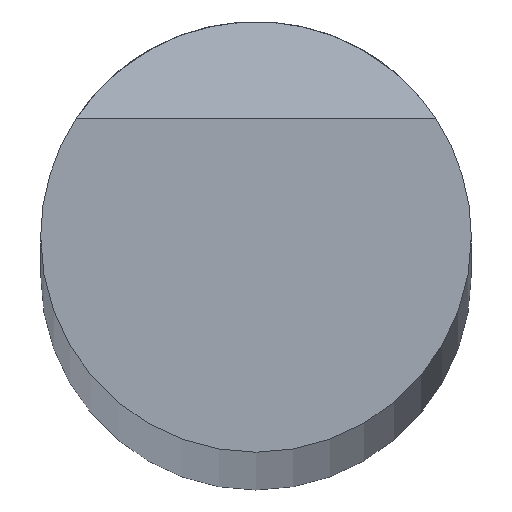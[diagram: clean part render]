
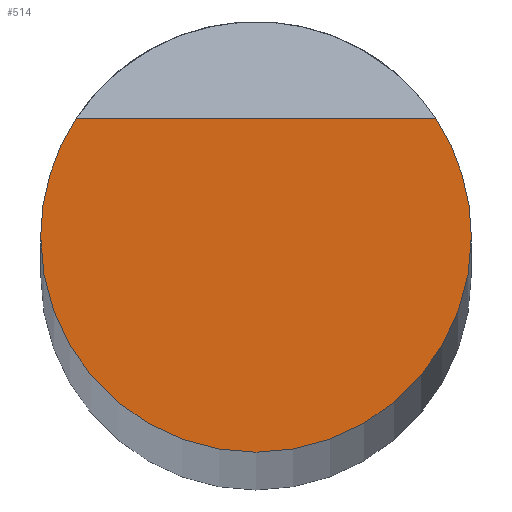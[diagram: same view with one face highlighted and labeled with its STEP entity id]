
A CAD part, top view. The second image highlights one B-rep face of the part: STEP entity #514.
In plain terms, the highlighted planar face has unit normal (0, 0, 1).
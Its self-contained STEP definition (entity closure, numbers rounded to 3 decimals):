
#514=ADVANCED_FACE('NONE',(#1663),#1664,.T.);
#1663=FACE_OUTER_BOUND('',#3285,.T.);
#1664=PLANE('',#3286);
#3285=EDGE_LOOP('',(#5396,#5397,#5398,#5399));
#3286=AXIS2_PLACEMENT_3D('',#5400,#5401,#5402);
#5396=ORIENTED_EDGE('',*,*,#9273,.F.);
#5397=ORIENTED_EDGE('',*,*,#8629,.T.);
#5398=ORIENTED_EDGE('',*,*,#9270,.T.);
#5399=ORIENTED_EDGE('',*,*,#8621,.T.);
#5400=CARTESIAN_POINT('',(0.0,0.0,2009.887));
#5401=DIRECTION('',(0.0,0.0,1.0));
#5402=DIRECTION('',(1.0,-0.0,0.0));
#8621=EDGE_CURVE('NONE',#10079,#10080,#10081,.T.);
#8629=EDGE_CURVE('NONE',#10096,#10094,#10097,.T.);
#9270=EDGE_CURVE('NONE',#10094,#10079,#11376,.T.);
#9273=EDGE_CURVE('NONE',#10096,#10080,#11379,.T.);
#10079=VERTEX_POINT('NONE',#12185);
#10080=VERTEX_POINT('NONE',#12186);
#10081=CIRCLE('',#12187,20.0);
#10094=VERTEX_POINT('NONE',#12213);
#10096=VERTEX_POINT('NONE',#12216);
#10097=CIRCLE('',#12217,20.0);
#11376=CIRCLE('',#17006,20.0);
#11379=LINE('',#17009,#17010);
#12185=CARTESIAN_POINT('',(20.0,0.,2009.887));
#12186=CARTESIAN_POINT('',(16.703,11.0,2009.887));
#12187=AXIS2_PLACEMENT_3D('',#18136,#18137,#18138);
#12213=CARTESIAN_POINT('',(-20.0,0.0,2009.887));
#12216=CARTESIAN_POINT('',(-16.703,11.0,2009.887));
#12217=AXIS2_PLACEMENT_3D('',#18149,#18150,#18151);
#17006=AXIS2_PLACEMENT_3D('',#18472,#18473,#18474);
#17009=CARTESIAN_POINT('',(0.0,11.0,2009.887));
#17010=VECTOR('',#18478,1000.0);
#18136=CARTESIAN_POINT('',(0.0,0.0,2009.887));
#18137=DIRECTION('',(0.0,0.0,1.0));
#18138=DIRECTION('',(1.0,0.0,0.0));
#18149=CARTESIAN_POINT('',(0.0,0.0,2009.887));
#18150=DIRECTION('',(0.0,0.0,1.0));
#18151=DIRECTION('',(1.0,0.0,0.0));
#18472=CARTESIAN_POINT('',(0.0,0.0,2009.887));
#18473=DIRECTION('',(0.0,0.0,1.0));
#18474=DIRECTION('',(1.0,0.0,0.0));
#18478=DIRECTION('',(1.0,0.0,-0.0));
